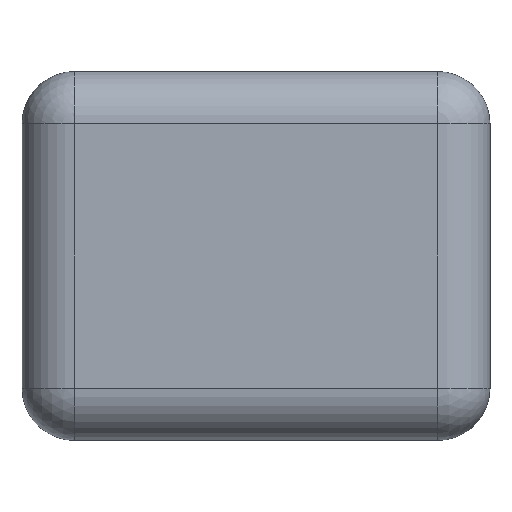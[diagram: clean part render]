
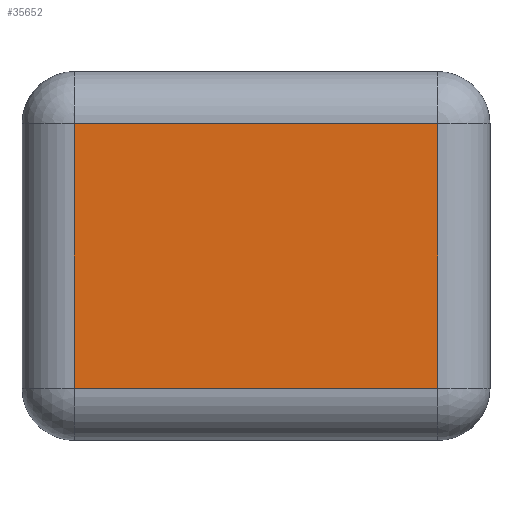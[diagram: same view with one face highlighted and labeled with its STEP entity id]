
A CAD part, front view. The second image highlights one B-rep face of the part: STEP entity #35652.
In plain terms, the highlighted planar face has unit normal (0, -1, 0).
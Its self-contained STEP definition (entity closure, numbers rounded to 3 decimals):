
#2402 = CARTESIAN_POINT ( 'NONE',  ( 276.992, -210.94, 281.459 ) ) ;
#5563 = VERTEX_POINT ( 'NONE', #15480 ) ;
#6901 = DIRECTION ( 'NONE',  ( 0., 0., 1. ) ) ;
#7539 = ORIENTED_EDGE ( 'NONE', *, *, #41957, .T. ) ;
#8500 = CARTESIAN_POINT ( 'NONE',  ( 356.992, -210.94, -201.459 ) ) ;
#10009 = VERTEX_POINT ( 'NONE', #35913 ) ;
#13634 = EDGE_CURVE ( 'NONE', #10009, #28084, #14764, .T. ) ;
#14638 = LINE ( 'NONE', #23169, #38034 ) ;
#14764 = LINE ( 'NONE', #2402, #54185 ) ;
#14872 = PLANE ( 'NONE',  #46639 ) ;
#15480 = CARTESIAN_POINT ( 'NONE',  ( -276.992, -210.94, 201.459 ) ) ;
#18458 = CARTESIAN_POINT ( 'NONE',  ( -276.992, -210.94, -201.459 ) ) ;
#19144 = DIRECTION ( 'NONE',  ( 0., 0., 1. ) ) ;
#22083 = DIRECTION ( 'NONE',  ( -1., 0., 0. ) ) ;
#22881 = DIRECTION ( 'NONE',  ( 0., 1., 0. ) ) ;
#23169 = CARTESIAN_POINT ( 'NONE',  ( -356.992, -210.94, 201.459 ) ) ;
#23891 = EDGE_CURVE ( 'NONE', #28084, #5563, #14638, .T. ) ;
#25274 = DIRECTION ( 'NONE',  ( 1., 0., 0. ) ) ;
#27530 = VECTOR ( 'NONE', #35023, 1000. ) ;
#27935 = VECTOR ( 'NONE', #25274, 1000. ) ;
#28084 = VERTEX_POINT ( 'NONE', #35530 ) ;
#28323 = ORIENTED_EDGE ( 'NONE', *, *, #23891, .T. ) ;
#31440 = CARTESIAN_POINT ( 'NONE',  ( -276.992, -210.94, -281.459 ) ) ;
#32513 = VERTEX_POINT ( 'NONE', #18458 ) ;
#35023 = DIRECTION ( 'NONE',  ( 0., 0., -1. ) ) ;
#35494 = CARTESIAN_POINT ( 'NONE',  ( 0., -210.94, 0. ) ) ;
#35530 = CARTESIAN_POINT ( 'NONE',  ( 276.992, -210.94, 201.459 ) ) ;
#35652 = ADVANCED_FACE ( 'NONE', ( #44506 ), #14872, .F. ) ;
#35913 = CARTESIAN_POINT ( 'NONE',  ( 276.992, -210.94, -201.459 ) ) ;
#38034 = VECTOR ( 'NONE', #22083, 1000. ) ;
#40354 = ORIENTED_EDGE ( 'NONE', *, *, #13634, .T. ) ;
#41957 = EDGE_CURVE ( 'NONE', #5563, #32513, #43519, .T. ) ;
#43519 = LINE ( 'NONE', #31440, #27530 ) ;
#44506 = FACE_OUTER_BOUND ( 'NONE', #47685, .T. ) ;
#45541 = LINE ( 'NONE', #8500, #27935 ) ;
#46194 = ORIENTED_EDGE ( 'NONE', *, *, #47472, .T. ) ;
#46639 = AXIS2_PLACEMENT_3D ( 'NONE', #35494, #22881, #6901 ) ;
#47472 = EDGE_CURVE ( 'NONE', #32513, #10009, #45541, .T. ) ;
#47685 = EDGE_LOOP ( 'NONE', ( #40354, #28323, #7539, #46194 ) ) ;
#54185 = VECTOR ( 'NONE', #19144, 1000. ) ;
